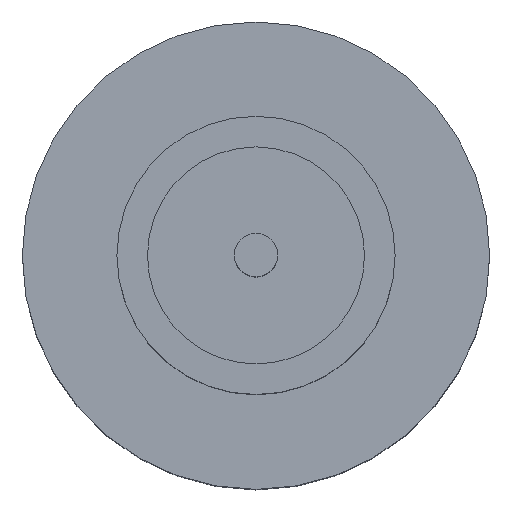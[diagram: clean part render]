
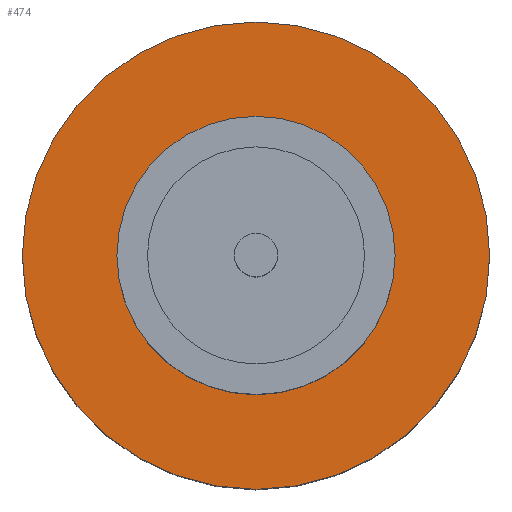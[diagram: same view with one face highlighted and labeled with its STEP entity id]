
A CAD part, top view. The second image highlights one B-rep face of the part: STEP entity #474.
In plain terms, the highlighted planar face has unit normal (0, 0, 1).
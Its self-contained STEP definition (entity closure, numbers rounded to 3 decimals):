
#7 = VERTEX_POINT ( 'NONE', #235 ) ;
#83 = ORIENTED_EDGE ( 'NONE', *, *, #477, .F. ) ;
#172 = CARTESIAN_POINT ( 'NONE',  ( -2.1, 0., 1.55 ) ) ;
#181 = DIRECTION ( 'NONE',  ( 0., 0., 1. ) ) ;
#184 = VERTEX_POINT ( 'NONE', #618 ) ;
#189 = CARTESIAN_POINT ( 'NONE',  ( 0., 0., 1.55 ) ) ;
#213 = CIRCLE ( 'NONE', #248, 2.1 ) ;
#233 = CIRCLE ( 'NONE', #432, 1.25 ) ;
#235 = CARTESIAN_POINT ( 'NONE',  ( 2.1, 0., 1.55 ) ) ;
#248 = AXIS2_PLACEMENT_3D ( 'NONE', #338, #181, #319 ) ;
#276 = EDGE_LOOP ( 'NONE', ( #544, #928 ) ) ;
#318 = DIRECTION ( 'NONE',  ( 0., 0., 1. ) ) ;
#319 = DIRECTION ( 'NONE',  ( 1., 0., 0. ) ) ;
#324 = EDGE_CURVE ( 'NONE', #7, #814, #367, .T. ) ;
#338 = CARTESIAN_POINT ( 'NONE',  ( 0., 0., 1.55 ) ) ;
#341 = DIRECTION ( 'NONE',  ( 1., 0., 0. ) ) ;
#367 = CIRCLE ( 'NONE', #529, 2.1 ) ;
#432 = AXIS2_PLACEMENT_3D ( 'NONE', #558, #318, #480 ) ;
#433 = FACE_OUTER_BOUND ( 'NONE', #276, .T. ) ;
#442 = CIRCLE ( 'NONE', #640, 1.25 ) ;
#457 = FACE_BOUND ( 'NONE', #739, .T. ) ;
#474 = ADVANCED_FACE ( 'NONE', ( #457, #433 ), #631, .T. ) ;
#475 = DIRECTION ( 'NONE',  ( 0., 0., 1. ) ) ;
#477 = EDGE_CURVE ( 'NONE', #837, #184, #233, .T. ) ;
#480 = DIRECTION ( 'NONE',  ( 1., 0., 0. ) ) ;
#482 = CARTESIAN_POINT ( 'NONE',  ( 1.25, 0., 1.55 ) ) ;
#483 = CARTESIAN_POINT ( 'NONE',  ( 0., 0., 1.55 ) ) ;
#529 = AXIS2_PLACEMENT_3D ( 'NONE', #709, #704, #859 ) ;
#544 = ORIENTED_EDGE ( 'NONE', *, *, #797, .T. ) ;
#558 = CARTESIAN_POINT ( 'NONE',  ( 0., 0., 1.55 ) ) ;
#559 = EDGE_CURVE ( 'NONE', #184, #837, #442, .T. ) ;
#561 = ORIENTED_EDGE ( 'NONE', *, *, #559, .F. ) ;
#618 = CARTESIAN_POINT ( 'NONE',  ( -1.25, 0., 1.55 ) ) ;
#631 = PLANE ( 'NONE',  #721 ) ;
#640 = AXIS2_PLACEMENT_3D ( 'NONE', #189, #711, #341 ) ;
#700 = DIRECTION ( 'NONE',  ( 1., 0., 0. ) ) ;
#704 = DIRECTION ( 'NONE',  ( 0., 0., 1. ) ) ;
#709 = CARTESIAN_POINT ( 'NONE',  ( 0., 0., 1.55 ) ) ;
#711 = DIRECTION ( 'NONE',  ( 0., 0., 1. ) ) ;
#721 = AXIS2_PLACEMENT_3D ( 'NONE', #483, #475, #700 ) ;
#739 = EDGE_LOOP ( 'NONE', ( #83, #561 ) ) ;
#797 = EDGE_CURVE ( 'NONE', #814, #7, #213, .T. ) ;
#814 = VERTEX_POINT ( 'NONE', #172 ) ;
#837 = VERTEX_POINT ( 'NONE', #482 ) ;
#859 = DIRECTION ( 'NONE',  ( 1., 0., 0. ) ) ;
#928 = ORIENTED_EDGE ( 'NONE', *, *, #324, .T. ) ;
